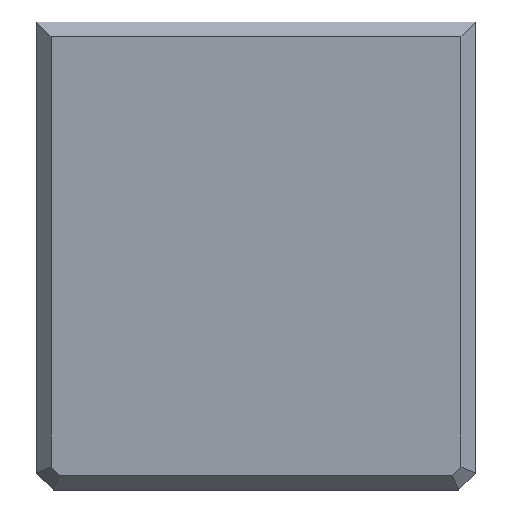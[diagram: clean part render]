
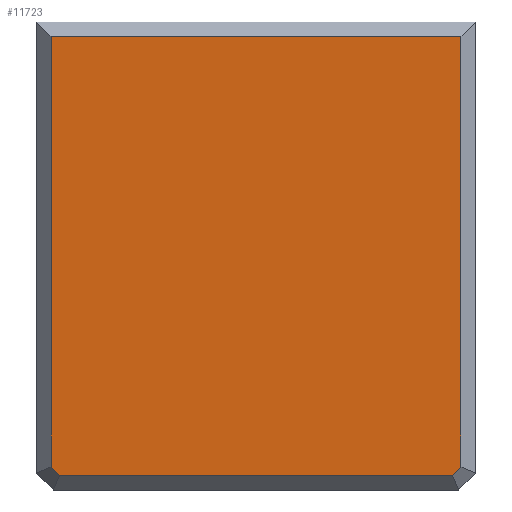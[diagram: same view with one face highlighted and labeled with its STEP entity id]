
A CAD part, top view. The second image highlights one B-rep face of the part: STEP entity #11723.
In plain terms, the highlighted planar face has unit normal (0, -0.076, 0.997).
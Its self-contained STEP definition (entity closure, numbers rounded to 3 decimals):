
#915=FACE_OUTER_BOUND('',#1605,.T.);
#1605=EDGE_LOOP('',(#10512,#10513,#10514,#10515,#10516,#10517));
#3039=LINE('',#18540,#4535);
#3043=LINE('',#18548,#4539);
#3045=LINE('',#18553,#4541);
#3052=LINE('',#18567,#4548);
#3056=LINE('',#18574,#4552);
#3058=LINE('',#18577,#4554);
#4535=VECTOR('',#15235,10.);
#4539=VECTOR('',#15241,10.);
#4541=VECTOR('',#15245,10.);
#4548=VECTOR('',#15254,10.);
#4552=VECTOR('',#15260,10.);
#4554=VECTOR('',#15264,10.);
#5663=VERTEX_POINT('',#18537);
#5664=VERTEX_POINT('',#18539);
#5667=VERTEX_POINT('',#18546);
#5668=VERTEX_POINT('',#18551);
#5669=VERTEX_POINT('',#18552);
#5675=VERTEX_POINT('',#18566);
#7277=EDGE_CURVE('',#5663,#5664,#3039,.T.);
#7281=EDGE_CURVE('',#5667,#5663,#3043,.T.);
#7283=EDGE_CURVE('',#5668,#5669,#3045,.T.);
#7290=EDGE_CURVE('',#5669,#5675,#3052,.T.);
#7294=EDGE_CURVE('',#5675,#5667,#3056,.T.);
#7296=EDGE_CURVE('',#5664,#5668,#3058,.T.);
#10512=ORIENTED_EDGE('',*,*,#7283,.F.);
#10513=ORIENTED_EDGE('',*,*,#7296,.F.);
#10514=ORIENTED_EDGE('',*,*,#7277,.F.);
#10515=ORIENTED_EDGE('',*,*,#7281,.F.);
#10516=ORIENTED_EDGE('',*,*,#7294,.F.);
#10517=ORIENTED_EDGE('',*,*,#7290,.F.);
#11160=PLANE('',#12452);
#11723=ADVANCED_FACE('',(#915),#11160,.F.);
#12452=AXIS2_PLACEMENT_3D('',#18599,#15282,#15283);
#15235=DIRECTION('',(-1.,0.,0.));
#15241=DIRECTION('',(-0.706,-0.706,-0.054));
#15245=DIRECTION('',(0.,0.997,0.076));
#15254=DIRECTION('',(1.,0.,0.));
#15260=DIRECTION('',(0.,-0.997,-0.076));
#15264=DIRECTION('',(-0.706,0.706,0.054));
#15282=DIRECTION('center_axis',(0.,0.076,-0.997));
#15283=DIRECTION('ref_axis',(0.,-0.997,-0.076));
#18537=CARTESIAN_POINT('',(88.255,28.991,12.228));
#18539=CARTESIAN_POINT('',(6.745,28.991,12.228));
#18540=CARTESIAN_POINT('',(47.5,28.991,12.228));
#18546=CARTESIAN_POINT('',(90.,30.737,12.36));
#18548=CARTESIAN_POINT('',(113.321,54.058,14.135));
#18551=CARTESIAN_POINT('',(5.,30.737,12.36));
#18552=CARTESIAN_POINT('',(5.,120.009,19.153));
#18553=CARTESIAN_POINT('',(5.,122.483,19.341));
#18566=CARTESIAN_POINT('',(90.,120.009,19.153));
#18567=CARTESIAN_POINT('',(93.,120.009,19.153));
#18574=CARTESIAN_POINT('',(90.,74.262,15.672));
#18577=CARTESIAN_POINT('',(4.363,31.373,12.409));
#18599=CARTESIAN_POINT('Origin',(93.,123.,19.38));
